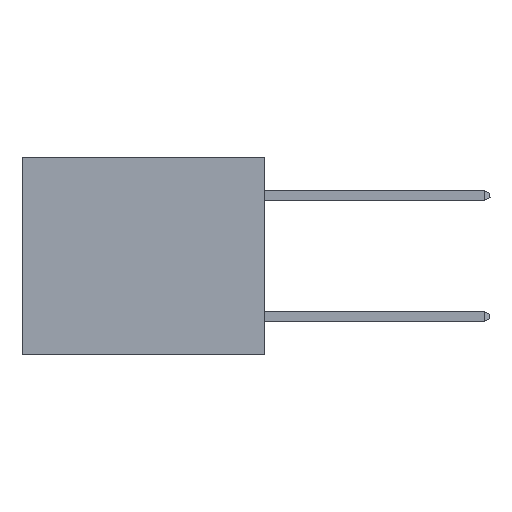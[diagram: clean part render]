
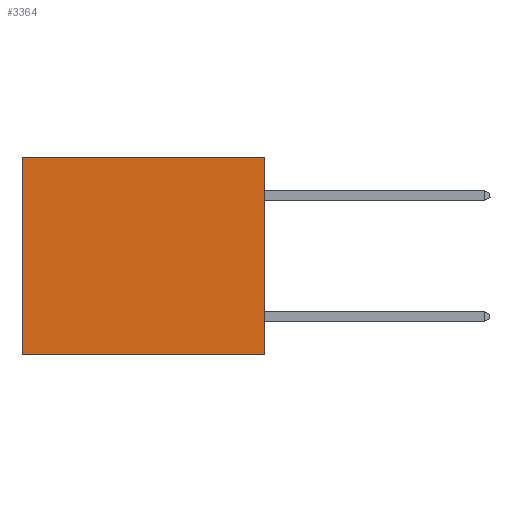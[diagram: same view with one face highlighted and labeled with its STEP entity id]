
A CAD part, left-side view. The second image highlights one B-rep face of the part: STEP entity #3364.
In plain terms, the highlighted planar face has unit normal (-1, 0, 0).
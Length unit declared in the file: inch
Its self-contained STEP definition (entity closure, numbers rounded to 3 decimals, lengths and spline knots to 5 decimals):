
#188 = VECTOR ( 'NONE', #18077, 39.37008 ) ;
#3364 = ADVANCED_FACE ( 'NONE', ( #21149 ), #13751, .F. ) ;
#4084 = CARTESIAN_POINT ( 'NONE',  ( 0.3165, 0., -0.49 ) ) ;
#4294 = EDGE_CURVE ( 'NONE', #21677, #24158, #7050, .T. ) ;
#4547 = EDGE_LOOP ( 'NONE', ( #8496, #6491, #18323, #16370 ) ) ;
#4949 = AXIS2_PLACEMENT_3D ( 'NONE', #13655, #8186, #15410 ) ;
#5270 = EDGE_CURVE ( 'NONE', #9089, #24158, #21259, .T. ) ;
#6491 = ORIENTED_EDGE ( 'NONE', *, *, #4294, .F. ) ;
#6852 = VERTEX_POINT ( 'NONE', #17652 ) ;
#7050 = LINE ( 'NONE', #4084, #12284 ) ;
#7584 = CARTESIAN_POINT ( 'NONE',  ( 0.3165, 0., 0. ) ) ;
#7664 = DIRECTION ( 'NONE',  ( 0., 1., 0. ) ) ;
#8186 = DIRECTION ( 'NONE',  ( 1., 0., 0. ) ) ;
#8266 = LINE ( 'NONE', #21435, #17567 ) ;
#8496 = ORIENTED_EDGE ( 'NONE', *, *, #5270, .T. ) ;
#8904 = LINE ( 'NONE', #7584, #12400 ) ;
#9089 = VERTEX_POINT ( 'NONE', #18050 ) ;
#12284 = VECTOR ( 'NONE', #23009, 39.37008 ) ;
#12400 = VECTOR ( 'NONE', #7664, 39.37008 ) ;
#13655 = CARTESIAN_POINT ( 'NONE',  ( 0.3165, 0., -0.49 ) ) ;
#13751 = PLANE ( 'NONE',  #4949 ) ;
#15410 = DIRECTION ( 'NONE',  ( 0., 0., -1. ) ) ;
#16370 = ORIENTED_EDGE ( 'NONE', *, *, #18320, .T. ) ;
#17567 = VECTOR ( 'NONE', #22971, 39.37008 ) ;
#17652 = CARTESIAN_POINT ( 'NONE',  ( 0.3165, 0., 0. ) ) ;
#18050 = CARTESIAN_POINT ( 'NONE',  ( 0.3165, 0.6, 0. ) ) ;
#18077 = DIRECTION ( 'NONE',  ( 0., 0., -1. ) ) ;
#18320 = EDGE_CURVE ( 'NONE', #6852, #9089, #8904, .T. ) ;
#18323 = ORIENTED_EDGE ( 'NONE', *, *, #23714, .F. ) ;
#20203 = CARTESIAN_POINT ( 'NONE',  ( 0.3165, 0., -0.49 ) ) ;
#21149 = FACE_OUTER_BOUND ( 'NONE', #4547, .T. ) ;
#21259 = LINE ( 'NONE', #21650, #188 ) ;
#21435 = CARTESIAN_POINT ( 'NONE',  ( 0.3165, 0., -0.49 ) ) ;
#21650 = CARTESIAN_POINT ( 'NONE',  ( 0.3165, 0.6, -0.49 ) ) ;
#21677 = VERTEX_POINT ( 'NONE', #20203 ) ;
#22512 = CARTESIAN_POINT ( 'NONE',  ( 0.3165, 0.6, -0.49 ) ) ;
#22971 = DIRECTION ( 'NONE',  ( 0., 0., -1. ) ) ;
#23009 = DIRECTION ( 'NONE',  ( 0., 1., 0. ) ) ;
#23714 = EDGE_CURVE ( 'NONE', #6852, #21677, #8266, .T. ) ;
#24158 = VERTEX_POINT ( 'NONE', #22512 ) ;
